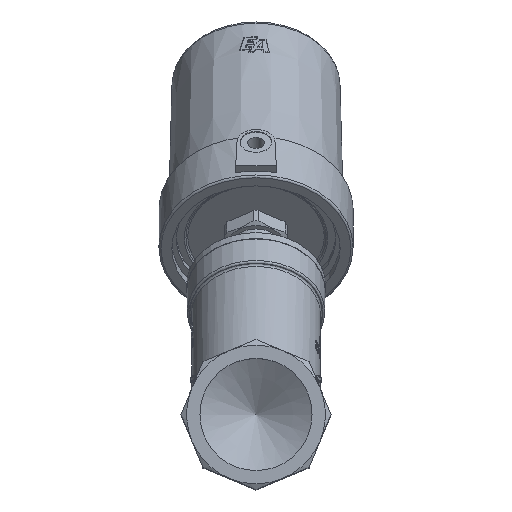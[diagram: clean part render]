
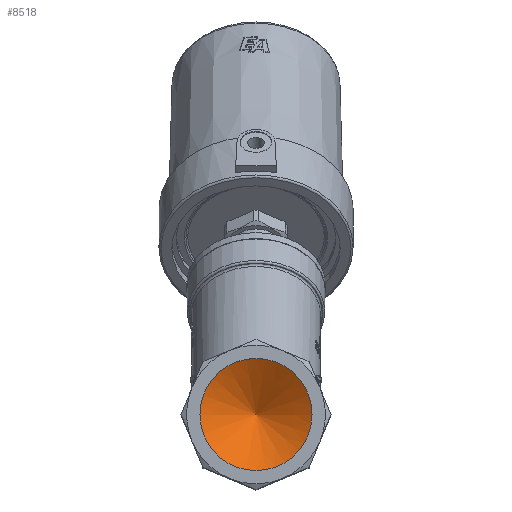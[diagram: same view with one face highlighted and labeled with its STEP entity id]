
A CAD part, top view. The second image highlights one B-rep face of the part: STEP entity #8518.
In plain terms, the highlighted conical face has half-angle 59 degrees and reference radius 14.164 mm.
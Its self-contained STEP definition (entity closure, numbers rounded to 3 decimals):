
#148=CONICAL_SURFACE('',#9326,14.164,1.03);
#630=CIRCLE('',#9327,28.328);
#631=CIRCLE('',#9328,28.328);
#1138=LINE('',#15758,#1549);
#1549=VECTOR('',#10578,14.164);
#2232=FACE_OUTER_BOUND('',#2760,.T.);
#2760=EDGE_LOOP('',(#6257,#6258,#6259,#6260));
#3699=VERTEX_POINT('',#15754);
#3700=VERTEX_POINT('',#15755);
#3701=VERTEX_POINT('',#15757);
#4685=EDGE_CURVE('',#3699,#3700,#630,.T.);
#4686=EDGE_CURVE('',#3700,#3701,#1138,.T.);
#4687=EDGE_CURVE('',#3700,#3699,#631,.T.);
#6257=ORIENTED_EDGE('',*,*,#4685,.T.);
#6258=ORIENTED_EDGE('',*,*,#4686,.T.);
#6259=ORIENTED_EDGE('',*,*,#4686,.F.);
#6260=ORIENTED_EDGE('',*,*,#4687,.T.);
#8518=ADVANCED_FACE('',(#2232),#148,.F.);
#9326=AXIS2_PLACEMENT_3D('',#15753,#10574,#10575);
#9327=AXIS2_PLACEMENT_3D('',#15756,#10576,#10577);
#9328=AXIS2_PLACEMENT_3D('',#15759,#10579,#10580);
#10574=DIRECTION('center_axis',(0.,0.,1.));
#10575=DIRECTION('ref_axis',(1.,0.,0.));
#10576=DIRECTION('center_axis',(0.,0.,1.));
#10577=DIRECTION('ref_axis',(1.,0.,0.));
#10578=DIRECTION('',(0.857,0.,-0.515));
#10579=DIRECTION('center_axis',(0.,0.,1.));
#10580=DIRECTION('ref_axis',(1.,0.,0.));
#15753=CARTESIAN_POINT('Origin',(0.,0.,-7.511));
#15754=CARTESIAN_POINT('',(28.328,0.,1.));
#15755=CARTESIAN_POINT('',(-28.328,0.,1.));
#15756=CARTESIAN_POINT('Origin',(0.,0.,1.));
#15757=CARTESIAN_POINT('',(0.,0.,-16.021));
#15758=CARTESIAN_POINT('',(-14.164,0.,-7.511));
#15759=CARTESIAN_POINT('Origin',(0.,0.,1.));
